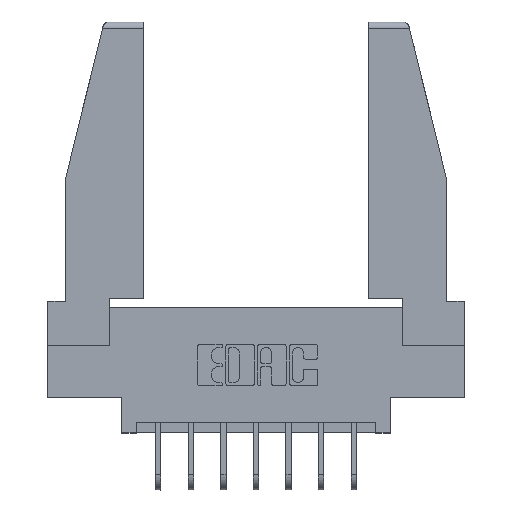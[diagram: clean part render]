
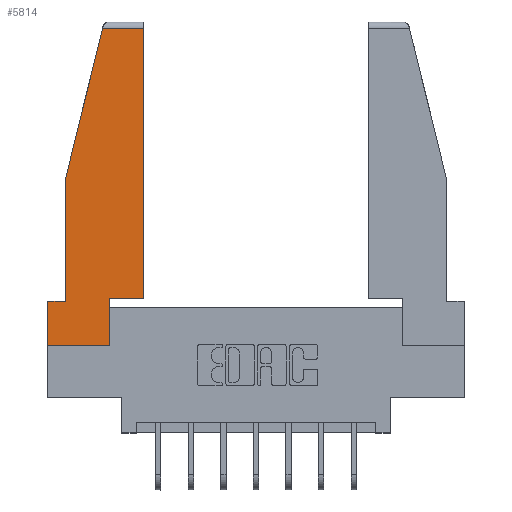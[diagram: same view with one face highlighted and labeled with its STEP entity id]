
A CAD part, top view. The second image highlights one B-rep face of the part: STEP entity #5814.
In plain terms, the highlighted planar face has unit normal (0, 0, 1).
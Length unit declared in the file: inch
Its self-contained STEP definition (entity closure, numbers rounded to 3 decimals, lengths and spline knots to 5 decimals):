
#66 = VECTOR ( 'NONE', #8395, 39.37008 ) ;
#212 = CARTESIAN_POINT ( 'NONE',  ( 0., 0., 0. ) ) ;
#233 = CARTESIAN_POINT ( 'NONE',  ( 0.086, 0.8, 0. ) ) ;
#358 = LINE ( 'NONE', #2267, #7695 ) ;
#556 = VERTEX_POINT ( 'NONE', #233 ) ;
#727 = CARTESIAN_POINT ( 'NONE',  ( 0.461, 0.223, 0. ) ) ;
#1145 = LINE ( 'NONE', #727, #9250 ) ;
#1183 = VERTEX_POINT ( 'NONE', #12199 ) ;
#1200 = DIRECTION ( 'NONE',  ( 0., -1., 0. ) ) ;
#1269 = LINE ( 'NONE', #11840, #8945 ) ;
#1499 = FACE_OUTER_BOUND ( 'NONE', #4262, .T. ) ;
#1794 = EDGE_CURVE ( 'NONE', #8989, #9457, #1145, .T. ) ;
#1949 = CARTESIAN_POINT ( 'NONE',  ( 0., 0., 0. ) ) ;
#2131 = CARTESIAN_POINT ( 'NONE',  ( 0., 0.21, 0. ) ) ;
#2267 = CARTESIAN_POINT ( 'NONE',  ( 0.297, 0., 0. ) ) ;
#2510 = VECTOR ( 'NONE', #10674, 39.37008 ) ;
#2521 = EDGE_CURVE ( 'NONE', #9278, #9782, #4414, .T. ) ;
#2612 = LINE ( 'NONE', #12323, #66 ) ;
#2878 = PLANE ( 'NONE',  #12188 ) ;
#2993 = VERTEX_POINT ( 'NONE', #3949 ) ;
#3021 = CARTESIAN_POINT ( 'NONE',  ( 0.086, 0.21, 0. ) ) ;
#3043 = CARTESIAN_POINT ( 'NONE',  ( 0.2636, 1.52, 0. ) ) ;
#3202 = ORIENTED_EDGE ( 'NONE', *, *, #10934, .T. ) ;
#3432 = EDGE_CURVE ( 'NONE', #1183, #8989, #10395, .T. ) ;
#3522 = EDGE_CURVE ( 'NONE', #556, #9278, #2612, .T. ) ;
#3949 = CARTESIAN_POINT ( 'NONE',  ( 0., 0., 0. ) ) ;
#4107 = VECTOR ( 'NONE', #7910, 39.37008 ) ;
#4176 = ORIENTED_EDGE ( 'NONE', *, *, #7087, .T. ) ;
#4262 = EDGE_LOOP ( 'NONE', ( #7709, #7880, #3202, #10259, #10479, #4176, #10327, #8739, #5672 ) ) ;
#4414 = LINE ( 'NONE', #10207, #7587 ) ;
#4756 = VECTOR ( 'NONE', #1200, 39.37008 ) ;
#5154 = CARTESIAN_POINT ( 'NONE',  ( 0.297, 0.223, 0. ) ) ;
#5331 = DIRECTION ( 'NONE',  ( -1., 0., 0. ) ) ;
#5602 = VECTOR ( 'NONE', #10120, 39.37008 ) ;
#5672 = ORIENTED_EDGE ( 'NONE', *, *, #3432, .T. ) ;
#5736 = DIRECTION ( 'NONE',  ( 0., 0., 1. ) ) ;
#5741 = CARTESIAN_POINT ( 'NONE',  ( 0.297, 0., 0. ) ) ;
#5784 = CARTESIAN_POINT ( 'NONE',  ( 0.271, 1.55, 0. ) ) ;
#5814 = ADVANCED_FACE ( 'NONE', ( #1499 ), #2878, .T. ) ;
#6110 = LINE ( 'NONE', #212, #2510 ) ;
#6434 = DIRECTION ( 'NONE',  ( -1., 0., 0. ) ) ;
#6524 = CARTESIAN_POINT ( 'NONE',  ( 0., 0.21, 0. ) ) ;
#6670 = LINE ( 'NONE', #5784, #4107 ) ;
#7087 = EDGE_CURVE ( 'NONE', #9782, #2993, #7332, .T. ) ;
#7332 = LINE ( 'NONE', #2131, #4756 ) ;
#7441 = DIRECTION ( 'NONE',  ( 0., 1., 0. ) ) ;
#7587 = VECTOR ( 'NONE', #6434, 39.37008 ) ;
#7695 = VECTOR ( 'NONE', #11900, 39.37008 ) ;
#7709 = ORIENTED_EDGE ( 'NONE', *, *, #1794, .T. ) ;
#7880 = ORIENTED_EDGE ( 'NONE', *, *, #10965, .T. ) ;
#7881 = CARTESIAN_POINT ( 'NONE',  ( 0.461, 0.223, 0. ) ) ;
#7910 = DIRECTION ( 'NONE',  ( -0.239, -0.971, 0. ) ) ;
#8395 = DIRECTION ( 'NONE',  ( 0., -1., 0. ) ) ;
#8739 = ORIENTED_EDGE ( 'NONE', *, *, #12316, .T. ) ;
#8945 = VECTOR ( 'NONE', #5331, 39.37008 ) ;
#8989 = VERTEX_POINT ( 'NONE', #7881 ) ;
#9250 = VECTOR ( 'NONE', #7441, 39.37008 ) ;
#9278 = VERTEX_POINT ( 'NONE', #3021 ) ;
#9457 = VERTEX_POINT ( 'NONE', #10775 ) ;
#9782 = VERTEX_POINT ( 'NONE', #6524 ) ;
#9921 = EDGE_CURVE ( 'NONE', #2993, #11673, #6110, .T. ) ;
#10063 = DIRECTION ( 'NONE',  ( 1., 0., 0. ) ) ;
#10120 = DIRECTION ( 'NONE',  ( 1., 0., 0. ) ) ;
#10207 = CARTESIAN_POINT ( 'NONE',  ( 0., 0.21, 0. ) ) ;
#10259 = ORIENTED_EDGE ( 'NONE', *, *, #3522, .T. ) ;
#10327 = ORIENTED_EDGE ( 'NONE', *, *, #9921, .T. ) ;
#10395 = LINE ( 'NONE', #5154, #5602 ) ;
#10479 = ORIENTED_EDGE ( 'NONE', *, *, #2521, .T. ) ;
#10674 = DIRECTION ( 'NONE',  ( 1., 0., 0. ) ) ;
#10775 = CARTESIAN_POINT ( 'NONE',  ( 0.461, 1.52, 0. ) ) ;
#10934 = EDGE_CURVE ( 'NONE', #11749, #556, #6670, .T. ) ;
#10965 = EDGE_CURVE ( 'NONE', #9457, #11749, #1269, .T. ) ;
#11673 = VERTEX_POINT ( 'NONE', #5741 ) ;
#11749 = VERTEX_POINT ( 'NONE', #3043 ) ;
#11840 = CARTESIAN_POINT ( 'NONE',  ( 0., 1.52, 0. ) ) ;
#11900 = DIRECTION ( 'NONE',  ( 0., 1., 0. ) ) ;
#12188 = AXIS2_PLACEMENT_3D ( 'NONE', #1949, #5736, #10063 ) ;
#12199 = CARTESIAN_POINT ( 'NONE',  ( 0.297, 0.223, 0. ) ) ;
#12316 = EDGE_CURVE ( 'NONE', #11673, #1183, #358, .T. ) ;
#12323 = CARTESIAN_POINT ( 'NONE',  ( 0.086, 0.8, 0. ) ) ;
